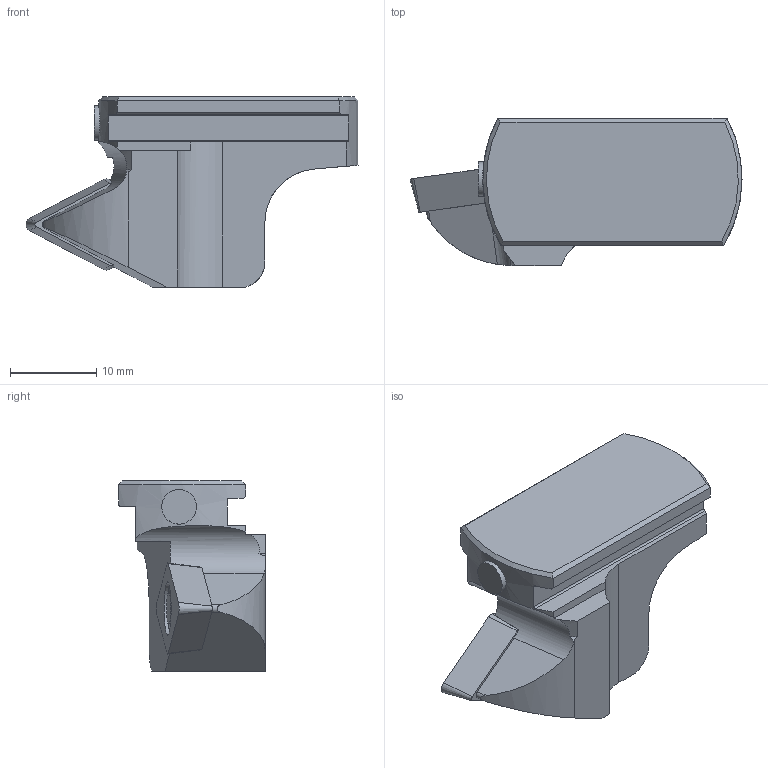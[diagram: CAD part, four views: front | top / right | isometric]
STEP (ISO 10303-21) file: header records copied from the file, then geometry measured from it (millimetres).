
FILE_DESCRIPTION(/* description */ (''),/* implementation_level */ '2;1');
FILE_NAME(/* name */ '1642737320060.stp',/* time_stamp */ '2022-01-21T09:25:43+06:00',/* author */ (''),/* organization */ ('SMS'),/* preprocessor_version */ 'ST-DEVELOPER v16.7',/* originating_system */ 'SIEMENS PLM Software NX 12.0',/* authorisation */ '');
FILE_SCHEMA (('AUTOMOTIVE_DESIGN { 1 0 10303 214 3 1 1 1 }'));
Length unit declared in the file: millimetre
Products named in the file (4): ASSEMBLY_CONSTRUCTION; IsoTurningInsert; 202353205mod000_01; 202353203mod000_01
Assembly tree (3 placements, depth 2):
  202353203mod000_01
    202353205mod000_01
    IsoTurningInsert
    ASSEMBLY_CONSTRUCTION
Bounding box: 38.41 x 17 x 22 mm (x, y, z)
Volume: 5780.9 mm3; surface area: 2902.7 mm2
Topology: 2 solids, 2 shells, 67 faces, 174 edges, 122 vertices
Faces by surface type: plane 36, cylinder 15, cone 11, torus 4, sphere 1
Full cylindrical faces by diameter (mm): 4 x1, 4.4 x2, 5.25 x1
Entity records: 2423 total; most frequent: CARTESIAN_POINT 618, DIRECTION 358, ORIENTED_EDGE 318, EDGE_CURVE 159, AXIS2_PLACEMENT_3D 138, VERTEX_POINT 111, EDGE_LOOP 84, LINE 82
